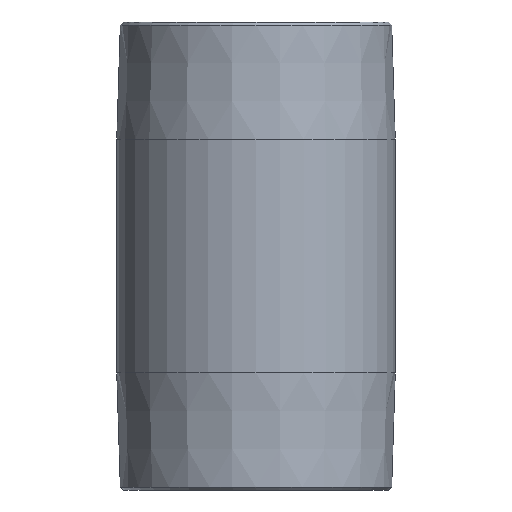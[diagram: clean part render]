
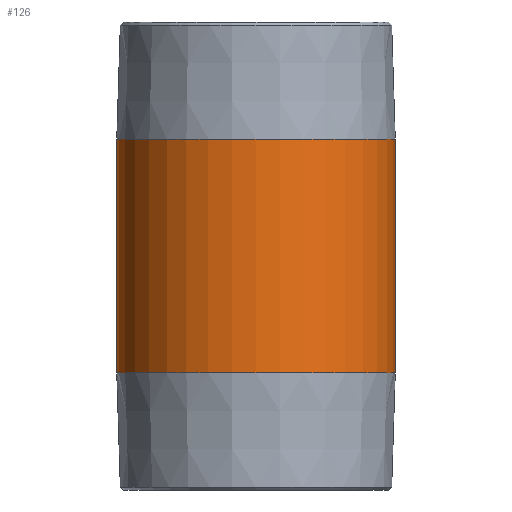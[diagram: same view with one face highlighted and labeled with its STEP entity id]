
A CAD part, front view. The second image highlights one B-rep face of the part: STEP entity #126.
In plain terms, the highlighted cylindrical face has radius 30.226 mm (diameter 60.452 mm), a partial arc.
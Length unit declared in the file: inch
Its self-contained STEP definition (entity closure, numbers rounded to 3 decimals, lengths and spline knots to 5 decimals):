
#3 = AXIS2_PLACEMENT_3D ( 'NONE', #216, #297, #429 ) ;
#20 = ORIENTED_EDGE ( 'NONE', *, *, #214, .T. ) ;
#22 = CARTESIAN_POINT ( 'NONE',  ( -1.19, 0., 1. ) ) ;
#28 = VERTEX_POINT ( 'NONE', #22 ) ;
#45 = CARTESIAN_POINT ( 'NONE',  ( 0., 0., 4. ) ) ;
#55 = CARTESIAN_POINT ( 'NONE',  ( -1.19, 0., 4. ) ) ;
#66 = EDGE_LOOP ( 'NONE', ( #392, #20, #492, #113 ) ) ;
#82 = DIRECTION ( 'NONE',  ( 0., 0., -1. ) ) ;
#88 = CARTESIAN_POINT ( 'NONE',  ( 1.19, 0., 1. ) ) ;
#113 = ORIENTED_EDGE ( 'NONE', *, *, #236, .F. ) ;
#118 = CIRCLE ( 'NONE', #539, 1.19 ) ;
#126 = ADVANCED_FACE ( 'NONE', ( #385 ), #164, .T. ) ;
#161 = LINE ( 'NONE', #421, #505 ) ;
#164 = CYLINDRICAL_SURFACE ( 'NONE', #526, 1.19 ) ;
#214 = EDGE_CURVE ( 'NONE', #389, #260, #360, .T. ) ;
#216 = CARTESIAN_POINT ( 'NONE',  ( 0., 0., 3. ) ) ;
#236 = EDGE_CURVE ( 'NONE', #410, #28, #118, .T. ) ;
#244 = EDGE_CURVE ( 'NONE', #389, #410, #161, .T. ) ;
#254 = DIRECTION ( 'NONE',  ( 0., 0., -1. ) ) ;
#260 = VERTEX_POINT ( 'NONE', #431 ) ;
#284 = CARTESIAN_POINT ( 'NONE',  ( 0., 0., 1. ) ) ;
#297 = DIRECTION ( 'NONE',  ( 0., 0., -1. ) ) ;
#354 = DIRECTION ( 'NONE',  ( 0., 0., -1. ) ) ;
#360 = CIRCLE ( 'NONE', #3, 1.19 ) ;
#375 = DIRECTION ( 'NONE',  ( 0., 0., -1. ) ) ;
#385 = FACE_OUTER_BOUND ( 'NONE', #66, .T. ) ;
#386 = EDGE_CURVE ( 'NONE', #260, #28, #475, .T. ) ;
#389 = VERTEX_POINT ( 'NONE', #484 ) ;
#392 = ORIENTED_EDGE ( 'NONE', *, *, #244, .F. ) ;
#410 = VERTEX_POINT ( 'NONE', #88 ) ;
#419 = DIRECTION ( 'NONE',  ( -1., 0., 0. ) ) ;
#421 = CARTESIAN_POINT ( 'NONE',  ( 1.19, 0., 4. ) ) ;
#429 = DIRECTION ( 'NONE',  ( -1., 0., 0. ) ) ;
#431 = CARTESIAN_POINT ( 'NONE',  ( -1.19, 0., 3. ) ) ;
#475 = LINE ( 'NONE', #55, #547 ) ;
#484 = CARTESIAN_POINT ( 'NONE',  ( 1.19, 0., 3. ) ) ;
#492 = ORIENTED_EDGE ( 'NONE', *, *, #386, .T. ) ;
#505 = VECTOR ( 'NONE', #254, 39.37008 ) ;
#526 = AXIS2_PLACEMENT_3D ( 'NONE', #45, #82, #419 ) ;
#539 = AXIS2_PLACEMENT_3D ( 'NONE', #284, #375, #545 ) ;
#545 = DIRECTION ( 'NONE',  ( -1., 0., 0. ) ) ;
#547 = VECTOR ( 'NONE', #354, 39.37008 ) ;
